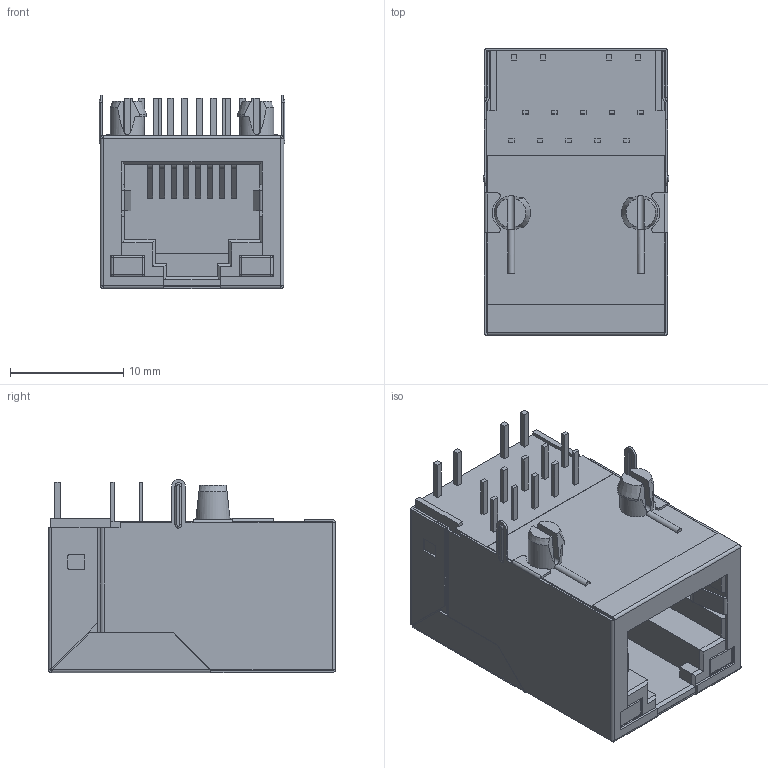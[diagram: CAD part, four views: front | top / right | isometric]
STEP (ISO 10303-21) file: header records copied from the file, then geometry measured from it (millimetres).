
FILE_DESCRIPTION( ( 'Unknown' ), '1' );
FILE_NAME( '7499110124.stp', 'Unknown', ( 'Unknown' ), ( 'Unknown' ), 'PSStep 17.0.49', 'Unknown', ' ' );
FILE_SCHEMA( ( 'AUTOMOTIVE_DESIGN { 1 0 10303 214 1 1 1 1 }' ) );
Length unit declared in the file: millimetre
Products named in the file (6): Assem1; Shielding; Insulator; Insulator_2; LED_green; LED_yellow
Assembly tree (5 placements, depth 2):
  Assem1
    Shielding
    Insulator
    Insulator_2
    LED_green
    LED_yellow
Bounding box: 16.4 x 25.3 x 17.05 mm (x, y, z)
Volume: 4074.1 mm3; surface area: 7432.9 mm2
Topology: 5 solids, 5 shells, 607 faces, 1574 edges, 994 vertices
Faces by surface type: plane 426, cylinder 133, extrusion 14, bspline 14, sphere 12, torus 4, cone 4
Full cylindrical faces by diameter (mm): 3 x2
Entity records: 23668 total; most frequent: CARTESIAN_POINT 4091, ORIENTED_EDGE 3124, DIRECTION 2862, EDGE_CURVE 1562, VECTOR 1104, LINE 1090, VERTEX_POINT 994, AXIS2_PLACEMENT_3D 879
